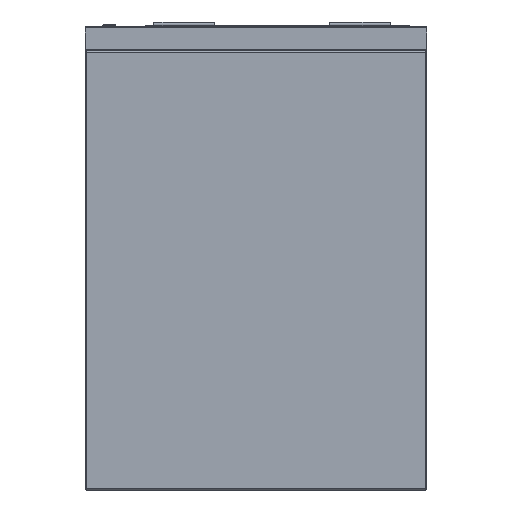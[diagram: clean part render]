
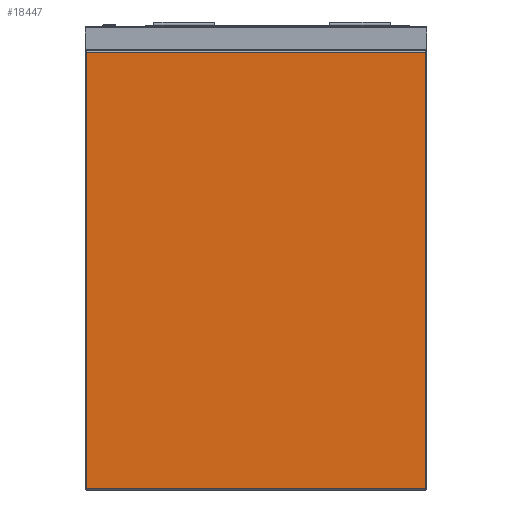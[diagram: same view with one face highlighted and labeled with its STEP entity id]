
A CAD part, left-side view. The second image highlights one B-rep face of the part: STEP entity #18447.
In plain terms, the highlighted planar face has unit normal (-1, 0, 0).
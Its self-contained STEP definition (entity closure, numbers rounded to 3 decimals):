
#155 = EDGE_CURVE ( 'NONE', #2379, #15375, #14029, .T. ) ;
#233 = CARTESIAN_POINT ( 'NONE',  ( -515., -278., -42. ) ) ;
#560 = DIRECTION ( 'NONE',  ( 0., 0., 1. ) ) ;
#659 = VECTOR ( 'NONE', #4705, 1000. ) ;
#858 = DIRECTION ( 'NONE',  ( -1., 0., 0. ) ) ;
#1650 = ORIENTED_EDGE ( 'NONE', *, *, #6463, .T. ) ;
#2379 = VERTEX_POINT ( 'NONE', #233 ) ;
#3854 = ORIENTED_EDGE ( 'NONE', *, *, #6718, .T. ) ;
#4397 = DIRECTION ( 'NONE',  ( 0., 0., 1. ) ) ;
#4705 = DIRECTION ( 'NONE',  ( 0., -1., 0. ) ) ;
#5422 = EDGE_CURVE ( 'NONE', #15375, #14054, #17844, .T. ) ;
#6037 = CARTESIAN_POINT ( 'NONE',  ( -515., 278., -758. ) ) ;
#6463 = EDGE_CURVE ( 'NONE', #14054, #8808, #16989, .T. ) ;
#6718 = EDGE_CURVE ( 'NONE', #8808, #2379, #11539, .T. ) ;
#6877 = VECTOR ( 'NONE', #16798, 1000. ) ;
#7449 = CARTESIAN_POINT ( 'NONE',  ( -515., 278., -760. ) ) ;
#7549 = DIRECTION ( 'NONE',  ( 0., 0., -1. ) ) ;
#7882 = CARTESIAN_POINT ( 'NONE',  ( -515., 280., -42. ) ) ;
#8295 = PLANE ( 'NONE',  #11630 ) ;
#8808 = VERTEX_POINT ( 'NONE', #13183 ) ;
#9367 = CARTESIAN_POINT ( 'NONE',  ( -515., -280., -758. ) ) ;
#9900 = ORIENTED_EDGE ( 'NONE', *, *, #155, .T. ) ;
#10525 = VECTOR ( 'NONE', #4397, 1000. ) ;
#11539 = LINE ( 'NONE', #13232, #10525 ) ;
#11630 = AXIS2_PLACEMENT_3D ( 'NONE', #12856, #858, #560 ) ;
#12207 = CARTESIAN_POINT ( 'NONE',  ( -515., 278., -42. ) ) ;
#12856 = CARTESIAN_POINT ( 'NONE',  ( -515., -280., -760. ) ) ;
#13183 = CARTESIAN_POINT ( 'NONE',  ( -515., -278., -758. ) ) ;
#13232 = CARTESIAN_POINT ( 'NONE',  ( -515., -278., -760. ) ) ;
#14029 = LINE ( 'NONE', #7882, #6877 ) ;
#14054 = VERTEX_POINT ( 'NONE', #6037 ) ;
#15375 = VERTEX_POINT ( 'NONE', #12207 ) ;
#16791 = VECTOR ( 'NONE', #7549, 1000. ) ;
#16798 = DIRECTION ( 'NONE',  ( 0., 1., 0. ) ) ;
#16989 = LINE ( 'NONE', #9367, #659 ) ;
#17306 = FACE_OUTER_BOUND ( 'NONE', #19098, .T. ) ;
#17844 = LINE ( 'NONE', #7449, #16791 ) ;
#18120 = ORIENTED_EDGE ( 'NONE', *, *, #5422, .T. ) ;
#18447 = ADVANCED_FACE ( 'Fl�che7', ( #17306 ), #8295, .T. ) ;
#19098 = EDGE_LOOP ( 'NONE', ( #3854, #9900, #18120, #1650 ) ) ;
